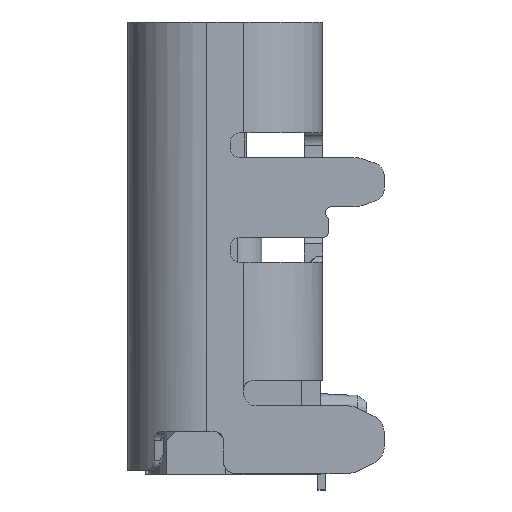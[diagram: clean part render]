
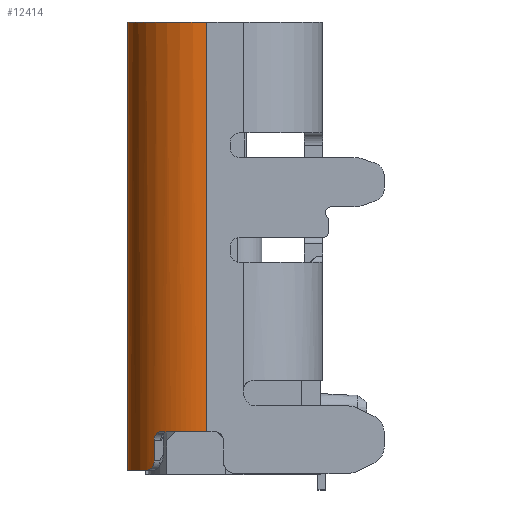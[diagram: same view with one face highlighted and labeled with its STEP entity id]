
A CAD part, left-side view. The second image highlights one B-rep face of the part: STEP entity #12414.
In plain terms, the highlighted cylindrical face has radius 1.28 mm (diameter 2.56 mm), a partial arc.
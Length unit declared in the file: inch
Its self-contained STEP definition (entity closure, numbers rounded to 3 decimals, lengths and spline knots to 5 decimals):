
#264 = AXIS2_PLACEMENT_3D ( 'NONE', #10164, #18054, #12102 ) ;
#274 = CARTESIAN_POINT ( 'NONE',  ( -0.12559, 0.06201, 0. ) ) ;
#416 = ORIENTED_EDGE ( 'NONE', *, *, #15278, .F. ) ;
#470 = ORIENTED_EDGE ( 'NONE', *, *, #23369, .F. ) ;
#493 = VECTOR ( 'NONE', #21752, 39.37008 ) ;
#1258 = CARTESIAN_POINT ( 'NONE',  ( -0.12559, 0.01161, -0.1433 ) ) ;
#1774 = DIRECTION ( 'NONE',  ( 0., 0., 1. ) ) ;
#1779 = CARTESIAN_POINT ( 'NONE',  ( -0.16496, 0.04309, -0.26245 ) ) ;
#2047 = AXIS2_PLACEMENT_3D ( 'NONE', #12976, #18680, #4949 ) ;
#2180 = VERTEX_POINT ( 'NONE', #274 ) ;
#2371 = AXIS2_PLACEMENT_3D ( 'NONE', #1258, #5246, #18596 ) ;
#2677 = B_SPLINE_CURVE_WITH_KNOTS ( 'NONE', 3,
 ( #4897, #24728, #2964, #24853 ),
 .UNSPECIFIED., .F., .F.,
 ( 4, 4 ),
 ( 0., 1. ),
 .UNSPECIFIED. ) ;
#2964 = CARTESIAN_POINT ( 'NONE',  ( -0.16309, 0.04528, -0.27625 ) ) ;
#3064 = VERTEX_POINT ( 'NONE', #19695 ) ;
#3072 = DIRECTION ( 'NONE',  ( 0., 0., -1. ) ) ;
#3368 = B_SPLINE_CURVE_WITH_KNOTS ( 'NONE', 3,
 ( #6056, #4137, #7870, #15779, #23697, #13843 ),
 .UNSPECIFIED., .F., .F.,
 ( 4, 2, 4 ),
 ( 0., 0.5, 1. ),
 .UNSPECIFIED. ) ;
#3370 = CARTESIAN_POINT ( 'NONE',  ( -0.12559, 0.01161, -0.26181 ) ) ;
#4137 = CARTESIAN_POINT ( 'NONE',  ( -0.16002, 0.04846, -0.28642 ) ) ;
#4360 = CIRCLE ( 'NONE', #264, 0.05039 ) ;
#4738 = AXIS2_PLACEMENT_3D ( 'NONE', #17950, #12833, #20610 ) ;
#4866 = DIRECTION ( 'NONE',  ( -1., 0., 0. ) ) ;
#4897 = CARTESIAN_POINT ( 'NONE',  ( -0.16309, 0.04528, -0.26772 ) ) ;
#4949 = DIRECTION ( 'NONE',  ( -0.98, 0.197, 0. ) ) ;
#5115 = EDGE_CURVE ( 'NONE', #3064, #5284, #17963, .T. ) ;
#5246 = DIRECTION ( 'NONE',  ( 0., 0., 1. ) ) ;
#5284 = VERTEX_POINT ( 'NONE', #11023 ) ;
#5925 = EDGE_CURVE ( 'NONE', #23456, #24215, #4360, .T. ) ;
#5940 = EDGE_LOOP ( 'NONE', ( #24453, #470, #10007, #416, #19489, #13327, #17431, #20237, #6352, #15149 ) ) ;
#6056 = CARTESIAN_POINT ( 'NONE',  ( -0.15871, 0.0496, -0.28642 ) ) ;
#6193 = LINE ( 'NONE', #13850, #493 ) ;
#6352 = ORIENTED_EDGE ( 'NONE', *, *, #5925, .T. ) ;
#6449 = CARTESIAN_POINT ( 'NONE',  ( -0.16682, 0.04059, -0.26181 ) ) ;
#7258 = EDGE_CURVE ( 'NONE', #5284, #18463, #3368, .T. ) ;
#7315 = CARTESIAN_POINT ( 'NONE',  ( -0.16682, 0.04059, -0.26181 ) ) ;
#7870 = CARTESIAN_POINT ( 'NONE',  ( -0.1611, 0.0474, -0.28579 ) ) ;
#8330 = AXIS2_PLACEMENT_3D ( 'NONE', #3370, #15146, #13440 ) ;
#8553 = CIRCLE ( 'NONE', #25522, 0.05039 ) ;
#8616 = VERTEX_POINT ( 'NONE', #12506 ) ;
#8629 = FACE_OUTER_BOUND ( 'NONE', #5940, .T. ) ;
#9003 = CARTESIAN_POINT ( 'NONE',  ( -0.12559, 0.01161, 0. ) ) ;
#9277 = CARTESIAN_POINT ( 'NONE',  ( -0.1631, 0.04527, -0.26608 ) ) ;
#9528 = CARTESIAN_POINT ( 'NONE',  ( -0.16353, 0.04481, -0.26466 ) ) ;
#10007 = ORIENTED_EDGE ( 'NONE', *, *, #12376, .T. ) ;
#10164 = CARTESIAN_POINT ( 'NONE',  ( -0.12559, 0.01161, -0.26181 ) ) ;
#11023 = CARTESIAN_POINT ( 'NONE',  ( -0.15871, 0.0496, -0.28642 ) ) ;
#11465 = CARTESIAN_POINT ( 'NONE',  ( -0.12559, 0.06201, -0.28642 ) ) ;
#11898 = EDGE_CURVE ( 'NONE', #8616, #18463, #2677, .T. ) ;
#12102 = DIRECTION ( 'NONE',  ( -0.818, 0.575, 0. ) ) ;
#12376 = EDGE_CURVE ( 'NONE', #18491, #2180, #8553, .T. ) ;
#12414 = ADVANCED_FACE ( 'NONE', ( #8629 ), #18981, .T. ) ;
#12506 = CARTESIAN_POINT ( 'NONE',  ( -0.16309, 0.04528, -0.26772 ) ) ;
#12698 = VERTEX_POINT ( 'NONE', #22338 ) ;
#12770 = CIRCLE ( 'NONE', #2047, 0.05039 ) ;
#12833 = DIRECTION ( 'NONE',  ( 0., 0., 1. ) ) ;
#12976 = CARTESIAN_POINT ( 'NONE',  ( -0.12559, 0.01161, -0.26181 ) ) ;
#13327 = ORIENTED_EDGE ( 'NONE', *, *, #7258, .T. ) ;
#13440 = DIRECTION ( 'NONE',  ( -0.921, 0.391, 0. ) ) ;
#13836 = B_SPLINE_CURVE_WITH_KNOTS ( 'NONE', 3,
 ( #23141, #9277, #9528, #1779, #23270, #7315 ),
 .UNSPECIFIED., .F., .F.,
 ( 4, 2, 4 ),
 ( 0., 0.5, 1. ),
 .UNSPECIFIED. ) ;
#13843 = CARTESIAN_POINT ( 'NONE',  ( -0.16309, 0.04528, -0.28051 ) ) ;
#13850 = CARTESIAN_POINT ( 'NONE',  ( -0.17598, 0.01161, 0. ) ) ;
#15146 = DIRECTION ( 'NONE',  ( 0., 0., 1. ) ) ;
#15149 = ORIENTED_EDGE ( 'NONE', *, *, #18988, .T. ) ;
#15278 = EDGE_CURVE ( 'NONE', #3064, #2180, #21311, .T. ) ;
#15779 = CARTESIAN_POINT ( 'NONE',  ( -0.1627, 0.04573, -0.28353 ) ) ;
#16536 = EDGE_CURVE ( 'NONE', #8616, #23456, #13836, .T. ) ;
#16853 = CARTESIAN_POINT ( 'NONE',  ( -0.16309, 0.04528, -0.28051 ) ) ;
#17387 = VERTEX_POINT ( 'NONE', #24904 ) ;
#17431 = ORIENTED_EDGE ( 'NONE', *, *, #11898, .F. ) ;
#17950 = CARTESIAN_POINT ( 'NONE',  ( -0.12559, 0.01161, -0.28642 ) ) ;
#17963 = CIRCLE ( 'NONE', #4738, 0.05039 ) ;
#18054 = DIRECTION ( 'NONE',  ( 0., 0., 1. ) ) ;
#18463 = VERTEX_POINT ( 'NONE', #16853 ) ;
#18491 = VERTEX_POINT ( 'NONE', #20876 ) ;
#18596 = DIRECTION ( 'NONE',  ( 0.051, 0.999, 0. ) ) ;
#18680 = DIRECTION ( 'NONE',  ( 0., 0., 1. ) ) ;
#18981 = CYLINDRICAL_SURFACE ( 'NONE', #2371, 0.05039 ) ;
#18988 = EDGE_CURVE ( 'NONE', #24215, #12698, #22823, .T. ) ;
#19489 = ORIENTED_EDGE ( 'NONE', *, *, #5115, .T. ) ;
#19695 = CARTESIAN_POINT ( 'NONE',  ( -0.12559, 0.06201, -0.28642 ) ) ;
#20237 = ORIENTED_EDGE ( 'NONE', *, *, #16536, .T. ) ;
#20610 = DIRECTION ( 'NONE',  ( 0., 1., 0. ) ) ;
#20876 = CARTESIAN_POINT ( 'NONE',  ( -0.17598, 0.01161, 0. ) ) ;
#21029 = VECTOR ( 'NONE', #1774, 39.37008 ) ;
#21311 = LINE ( 'NONE', #11465, #21029 ) ;
#21752 = DIRECTION ( 'NONE',  ( 0., 0., -1. ) ) ;
#22296 = CARTESIAN_POINT ( 'NONE',  ( -0.17198, 0.0313, -0.26181 ) ) ;
#22338 = CARTESIAN_POINT ( 'NONE',  ( -0.175, 0.02153, -0.26181 ) ) ;
#22653 = EDGE_CURVE ( 'NONE', #12698, #17387, #12770, .T. ) ;
#22823 = CIRCLE ( 'NONE', #8330, 0.05039 ) ;
#23141 = CARTESIAN_POINT ( 'NONE',  ( -0.16309, 0.04528, -0.26772 ) ) ;
#23270 = CARTESIAN_POINT ( 'NONE',  ( -0.16591, 0.04189, -0.26181 ) ) ;
#23369 = EDGE_CURVE ( 'NONE', #18491, #17387, #6193, .T. ) ;
#23456 = VERTEX_POINT ( 'NONE', #6449 ) ;
#23697 = CARTESIAN_POINT ( 'NONE',  ( -0.16308, 0.04529, -0.28215 ) ) ;
#24215 = VERTEX_POINT ( 'NONE', #22296 ) ;
#24453 = ORIENTED_EDGE ( 'NONE', *, *, #22653, .T. ) ;
#24728 = CARTESIAN_POINT ( 'NONE',  ( -0.16309, 0.04528, -0.27198 ) ) ;
#24853 = CARTESIAN_POINT ( 'NONE',  ( -0.16309, 0.04528, -0.28051 ) ) ;
#24904 = CARTESIAN_POINT ( 'NONE',  ( -0.17598, 0.01161, -0.26181 ) ) ;
#25522 = AXIS2_PLACEMENT_3D ( 'NONE', #9003, #3072, #4866 ) ;
